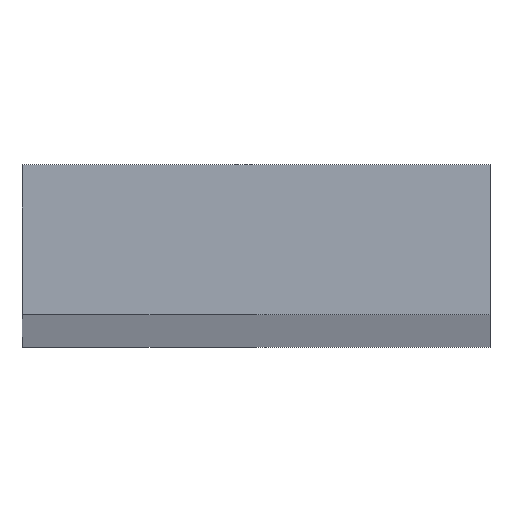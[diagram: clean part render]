
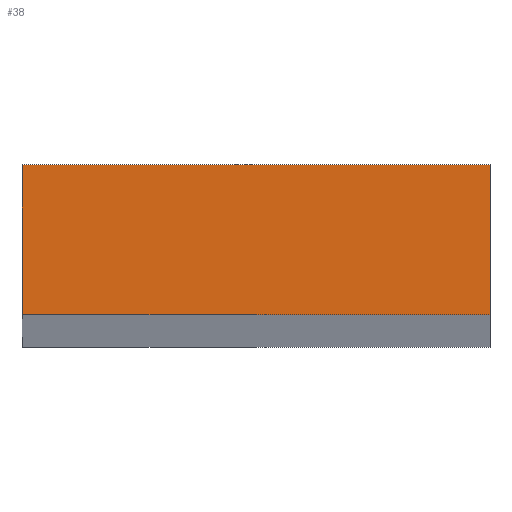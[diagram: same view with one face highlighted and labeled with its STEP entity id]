
A CAD part, top view. The second image highlights one B-rep face of the part: STEP entity #38.
In plain terms, the highlighted planar face has unit normal (0, 0, 1).
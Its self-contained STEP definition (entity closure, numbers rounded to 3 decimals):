
#4 = EDGE_CURVE ( 'NONE', #121, #122, #133, .T. ) ;
#11 = EDGE_CURVE ( 'NONE', #122, #123, #156, .T. ) ;
#23 = EDGE_CURVE ( 'NONE', #109, #121, #163, .T. ) ;
#24 = EDGE_CURVE ( 'NONE', #123, #109, #176, .T. ) ;
#38 = ADVANCED_FACE ( 'NONE', ( #52 ), #216, .T. ) ;
#51 = VECTOR ( 'NONE', #165, 1000. ) ;
#52 = FACE_OUTER_BOUND ( 'NONE', #128, .T. ) ;
#55 = VECTOR ( 'NONE', #158, 1000. ) ;
#64 = AXIS2_PLACEMENT_3D ( 'NONE', #209, #220, #202 ) ;
#69 = VECTOR ( 'NONE', #135, 1000. ) ;
#84 = VECTOR ( 'NONE', #174, 1000. ) ;
#99 = ORIENTED_EDGE ( 'NONE', *, *, #23, .T. ) ;
#100 = ORIENTED_EDGE ( 'NONE', *, *, #24, .T. ) ;
#101 = ORIENTED_EDGE ( 'NONE', *, *, #4, .T. ) ;
#107 = ORIENTED_EDGE ( 'NONE', *, *, #11, .T. ) ;
#109 = VERTEX_POINT ( 'NONE', #214 ) ;
#121 = VERTEX_POINT ( 'NONE', #204 ) ;
#122 = VERTEX_POINT ( 'NONE', #206 ) ;
#123 = VERTEX_POINT ( 'NONE', #207 ) ;
#128 = EDGE_LOOP ( 'NONE', ( #100, #99, #101, #107 ) ) ;
#133 = LINE ( 'NONE', #134, #69 ) ;
#134 = CARTESIAN_POINT ( 'NONE',  ( 12.5, 4., 500. ) ) ;
#135 = DIRECTION ( 'NONE',  ( 0., 1., 0. ) ) ;
#156 = LINE ( 'NONE', #157, #55 ) ;
#157 = CARTESIAN_POINT ( 'NONE',  ( -12.5, 4., 500. ) ) ;
#158 = DIRECTION ( 'NONE',  ( -1., 0., 0. ) ) ;
#163 = LINE ( 'NONE', #164, #51 ) ;
#164 = CARTESIAN_POINT ( 'NONE',  ( -12.5, -4., 500. ) ) ;
#165 = DIRECTION ( 'NONE',  ( 1., 0., 0. ) ) ;
#173 = CARTESIAN_POINT ( 'NONE',  ( -12.5, 4., 500. ) ) ;
#174 = DIRECTION ( 'NONE',  ( 0., -1., 0. ) ) ;
#176 = LINE ( 'NONE', #173, #84 ) ;
#202 = DIRECTION ( 'NONE',  ( 1., 0., 0. ) ) ;
#204 = CARTESIAN_POINT ( 'NONE',  ( 12.5, -4., 500. ) ) ;
#206 = CARTESIAN_POINT ( 'NONE',  ( 12.5, 4., 500. ) ) ;
#207 = CARTESIAN_POINT ( 'NONE',  ( -12.5, 4., 500. ) ) ;
#209 = CARTESIAN_POINT ( 'NONE',  ( 0., 0., 500. ) ) ;
#214 = CARTESIAN_POINT ( 'NONE',  ( -12.5, -4., 500. ) ) ;
#216 = PLANE ( 'NONE',  #64 ) ;
#220 = DIRECTION ( 'NONE',  ( 0., 0., 1. ) ) ;
